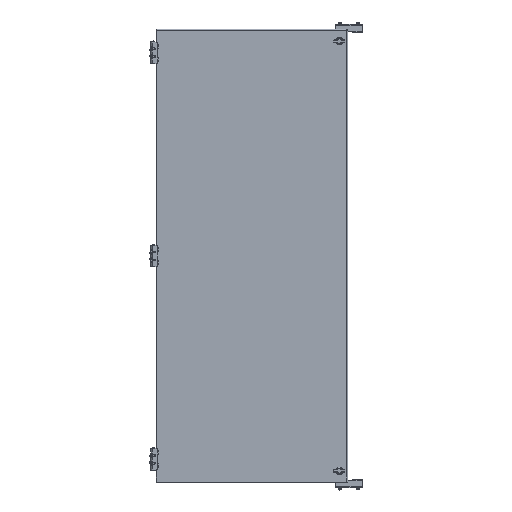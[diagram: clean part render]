
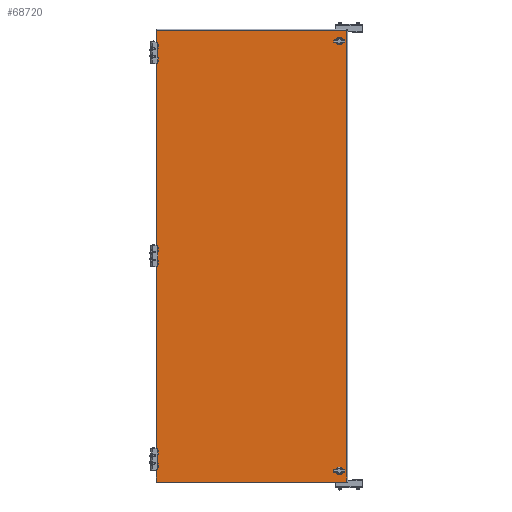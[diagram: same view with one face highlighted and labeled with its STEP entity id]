
A CAD part, top view. The second image highlights one B-rep face of the part: STEP entity #68720.
In plain terms, the highlighted planar face has unit normal (0, 0, 1).
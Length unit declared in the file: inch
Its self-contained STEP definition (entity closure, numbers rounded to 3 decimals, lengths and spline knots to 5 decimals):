
#336 = PLANE ( 'NONE',  #47749 ) ;
#1984 = EDGE_LOOP ( 'NONE', ( #25947, #41039, #5715, #4855 ) ) ;
#4855 = ORIENTED_EDGE ( 'NONE', *, *, #68212, .T. ) ;
#5715 = ORIENTED_EDGE ( 'NONE', *, *, #55428, .T. ) ;
#6324 = DIRECTION ( 'NONE',  ( 1., 0., 0. ) ) ;
#6669 = LINE ( 'NONE', #76801, #10907 ) ;
#7365 = LINE ( 'NONE', #44365, #24130 ) ;
#9281 = EDGE_CURVE ( 'NONE', #43728, #70325, #75528, .T. ) ;
#9465 = DIRECTION ( 'NONE',  ( 0., 1., 0. ) ) ;
#10907 = VECTOR ( 'NONE', #9465, 39.37008 ) ;
#11200 = LINE ( 'NONE', #61857, #59311 ) ;
#11713 = DIRECTION ( 'NONE',  ( 1., 0., 0. ) ) ;
#19149 = DIRECTION ( 'NONE',  ( -1., 0., 0. ) ) ;
#19984 = CARTESIAN_POINT ( 'NONE',  ( -14.25, 33.65, 0.828 ) ) ;
#24130 = VECTOR ( 'NONE', #62520, 39.37008 ) ;
#25947 = ORIENTED_EDGE ( 'NONE', *, *, #77648, .T. ) ;
#27929 = CARTESIAN_POINT ( 'NONE',  ( 14.15, -33.65, 0.828 ) ) ;
#30035 = FACE_OUTER_BOUND ( 'NONE', #1984, .T. ) ;
#32045 = VERTEX_POINT ( 'NONE', #72673 ) ;
#33490 = CARTESIAN_POINT ( 'NONE',  ( 14.15, 33.65, 0.828 ) ) ;
#35116 = VECTOR ( 'NONE', #19149, 39.37008 ) ;
#39300 = CARTESIAN_POINT ( 'NONE',  ( -14.15, 33.65, 0.828 ) ) ;
#41039 = ORIENTED_EDGE ( 'NONE', *, *, #9281, .T. ) ;
#43728 = VERTEX_POINT ( 'NONE', #33490 ) ;
#44365 = CARTESIAN_POINT ( 'NONE',  ( -14.15, -33.75, 0.828 ) ) ;
#47749 = AXIS2_PLACEMENT_3D ( 'NONE', #73367, #62404, #11713 ) ;
#55428 = EDGE_CURVE ( 'NONE', #70325, #32045, #7365, .T. ) ;
#59311 = VECTOR ( 'NONE', #6324, 39.37008 ) ;
#61857 = CARTESIAN_POINT ( 'NONE',  ( 14.25, -33.65, 0.828 ) ) ;
#62404 = DIRECTION ( 'NONE',  ( 0., 0., 1. ) ) ;
#62520 = DIRECTION ( 'NONE',  ( 0., -1., 0. ) ) ;
#68212 = EDGE_CURVE ( 'NONE', #32045, #76108, #11200, .T. ) ;
#68720 = ADVANCED_FACE ( 'NONE', ( #30035 ), #336, .T. ) ;
#70325 = VERTEX_POINT ( 'NONE', #39300 ) ;
#72673 = CARTESIAN_POINT ( 'NONE',  ( -14.15, -33.65, 0.828 ) ) ;
#73367 = CARTESIAN_POINT ( 'NONE',  ( 0., 0., 0.828 ) ) ;
#75528 = LINE ( 'NONE', #19984, #35116 ) ;
#76108 = VERTEX_POINT ( 'NONE', #27929 ) ;
#76801 = CARTESIAN_POINT ( 'NONE',  ( 14.15, 33.75, 0.828 ) ) ;
#77648 = EDGE_CURVE ( 'NONE', #76108, #43728, #6669, .T. ) ;
